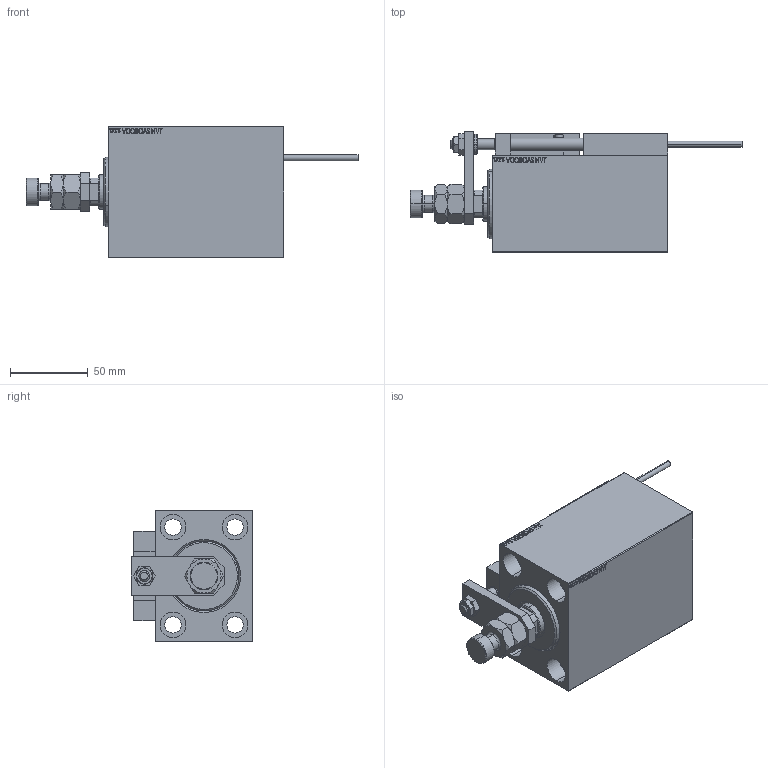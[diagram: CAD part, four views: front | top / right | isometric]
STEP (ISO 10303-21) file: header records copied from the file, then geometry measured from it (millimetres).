
FILE_DESCRIPTION (( 'STEP AP203' ), '1' );
FILE_NAME ('40a3.STEP', '2021-03-19T07:19:49', ( '' ), ( '' ), 'SwSTEP 2.0', 'SolidWorks 2019', '' );
FILE_SCHEMA (( 'CONFIG_CONTROL_DESIGN' ));
Length unit declared in the file: millimetre
Products named in the file (17): SWITCH DIM B,W dc7ea33daa5ab26f745d65709a64b429; V450CM_C dc7ea33daa5ab26f745d65709a64b429; Block dc7ea33daa5ab26f745d65709a64b429; V450CM_C_VCP dc7ea33daa5ab26f745d65709a64b429; NUT_D12 dc7ea33daa5ab26f745d65709a64b429; NUT_D10 dc7ea33daa5ab26f745d65709a64b429; TYC_L79 dc7ea33daa5ab26f745d65709a64b429; SWITCH_X_FRONT_BACK dc7ea33daa5ab26f745d65709a64b429; SWITCH X dc7ea33daa5ab26f745d65709a64b429; X_Y_MFA dc7ea33daa5ab26f745d65709a64b429; KONCOVKA dc7ea33daa5ab26f745d65709a64b429; MAGNET dc7ea33daa5ab26f745d65709a64b429; 40a3; V450CM_VC_B dc7ea33daa5ab26f745d65709a64b429; ALLEN BOLT D8 dc7ea33daa5ab26f745d65709a64b429; ZARAZKA dc7ea33daa5ab26f745d65709a64b429; ALLEN BOLT D5 dc7ea33daa5ab26f745d65709a64b429
Assembly tree (26 placements, depth 3):
  40a3
    V450CM_C dc7ea33daa5ab26f745d65709a64b429
    SWITCH X dc7ea33daa5ab26f745d65709a64b429
      SWITCH_X_FRONT_BACK dc7ea33daa5ab26f745d65709a64b429  x2
      TYC_L79 dc7ea33daa5ab26f745d65709a64b429
      Block dc7ea33daa5ab26f745d65709a64b429  x2
      ALLEN BOLT D5 dc7ea33daa5ab26f745d65709a64b429  x4
      ALLEN BOLT D8 dc7ea33daa5ab26f745d65709a64b429  x4
      MAGNET dc7ea33daa5ab26f745d65709a64b429  x2
      KONCOVKA dc7ea33daa5ab26f745d65709a64b429  x2
    NUT_D12 dc7ea33daa5ab26f745d65709a64b429
    SWITCH DIM B,W dc7ea33daa5ab26f745d65709a64b429
    ZARAZKA dc7ea33daa5ab26f745d65709a64b429
    NUT_D10 dc7ea33daa5ab26f745d65709a64b429
    V450CM_C_VCP dc7ea33daa5ab26f745d65709a64b429
    V450CM_VC_B dc7ea33daa5ab26f745d65709a64b429
    X_Y_MFA dc7ea33daa5ab26f745d65709a64b429
Bounding box: 214 x 78.5 x 85 mm (x, y, z)
Volume: 572624.7 mm3; surface area: 125825.6 mm2
Topology: 25 solids, 25 shells, 1347 faces, 3200 edges, 2036 vertices
Faces by surface type: plane 584, bspline 380, cylinder 190, cone 141, torus 48, sphere 4
Entity records: 52344 total; most frequent: CARTESIAN_POINT 26598, ORIENTED_EDGE 5420, DIRECTION 3713, EDGE_CURVE 2710, VERTEX_POINT 1760, LINE 1515, VECTOR 1515, EDGE_LOOP 1260
